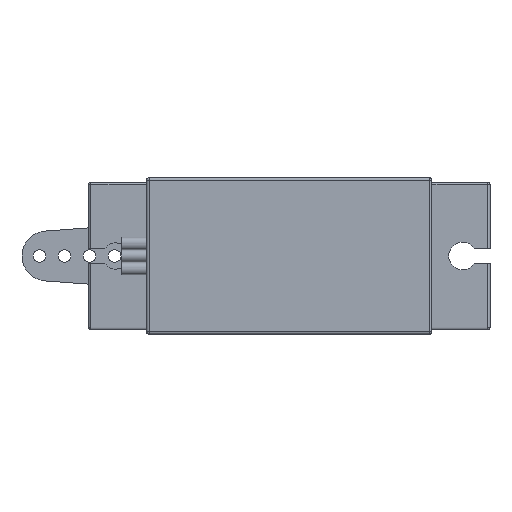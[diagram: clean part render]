
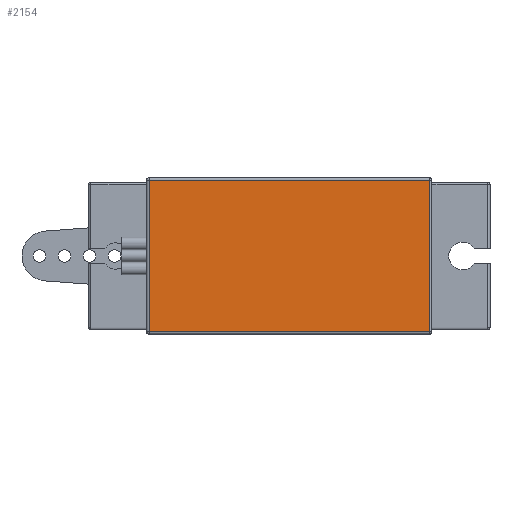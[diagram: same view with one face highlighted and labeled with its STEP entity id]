
A CAD part, front view. The second image highlights one B-rep face of the part: STEP entity #2154.
In plain terms, the highlighted planar face has unit normal (0, -1, 0).
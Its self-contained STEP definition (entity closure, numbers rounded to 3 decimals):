
#130=PLANE('',#2388);
#220=FACE_OUTER_BOUND('',#384,.T.);
#384=EDGE_LOOP('',(#1690,#1691,#1692,#1693));
#527=LINE('',#3541,#687);
#539=LINE('',#3636,#699);
#545=LINE('',#3667,#705);
#546=LINE('',#3668,#706);
#687=VECTOR('',#2823,10.);
#699=VECTOR('',#2863,10.);
#705=VECTOR('',#2885,10.);
#706=VECTOR('',#2886,10.);
#998=VERTEX_POINT('',#3531);
#1001=VERTEX_POINT('',#3539);
#1014=VERTEX_POINT('',#3634);
#1019=VERTEX_POINT('',#3666);
#1230=EDGE_CURVE('',#1001,#998,#527,.T.);
#1251=EDGE_CURVE('',#1014,#1001,#539,.T.);
#1261=EDGE_CURVE('',#1019,#1014,#545,.T.);
#1262=EDGE_CURVE('',#998,#1019,#546,.T.);
#1690=ORIENTED_EDGE('',*,*,#1230,.F.);
#1691=ORIENTED_EDGE('',*,*,#1251,.F.);
#1692=ORIENTED_EDGE('',*,*,#1261,.F.);
#1693=ORIENTED_EDGE('',*,*,#1262,.F.);
#2154=ADVANCED_FACE('',(#220),#130,.F.);
#2388=AXIS2_PLACEMENT_3D('',#3665,#2883,#2884);
#2823=DIRECTION('',(0.,0.,-1.));
#2863=DIRECTION('',(1.,0.,0.));
#2883=DIRECTION('center_axis',(0.,1.,0.));
#2884=DIRECTION('ref_axis',(0.,0.,1.));
#2885=DIRECTION('',(0.,0.,1.));
#2886=DIRECTION('',(-1.,0.,0.));
#3531=CARTESIAN_POINT('',(22.45,-16.2,-11.95));
#3539=CARTESIAN_POINT('',(22.45,-16.2,0.15));
#3541=CARTESIAN_POINT('',(22.45,-16.2,-9.025));
#3634=CARTESIAN_POINT('',(0.05,-16.2,0.15));
#3636=CARTESIAN_POINT('',(16.95,-16.2,0.15));
#3665=CARTESIAN_POINT('Origin',(11.25,-16.2,-5.9));
#3666=CARTESIAN_POINT('',(0.05,-16.2,-11.95));
#3667=CARTESIAN_POINT('',(0.05,-16.2,-2.775));
#3668=CARTESIAN_POINT('',(5.55,-16.2,-11.95));
